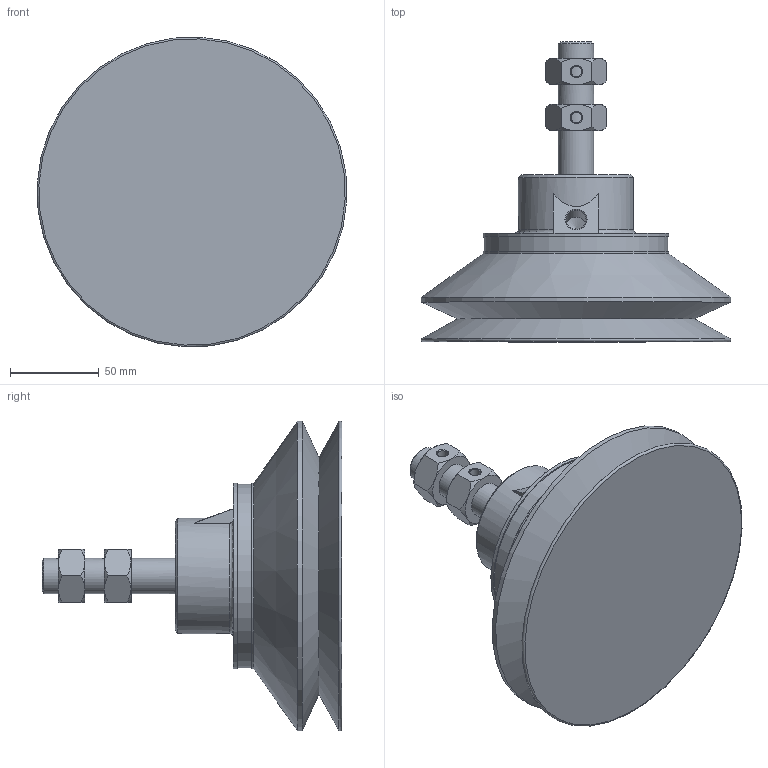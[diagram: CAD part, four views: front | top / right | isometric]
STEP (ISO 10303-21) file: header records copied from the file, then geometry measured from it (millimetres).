
FILE_DESCRIPTION(/* description */ (''),/* implementation_level */ '2;1');
FILE_NAME(/* name */ 'vfr175sb.stp',/* time_stamp */ '2020-11-12T16:13:33+01:00',/* author */ ('enginyeria'),/* organization */ (''),/* preprocessor_version */ 'ST-DEVELOPER v17.2',/* originating_system */ 'Autodesk Inventor 2019',/* authorisation */ '');
FILE_SCHEMA (('CONFIG_CONTROL_DESIGN'));
Length unit declared in the file: millimetre
Products named in the file (1): Pieza155
Bounding box: 174.77 x 169.17 x 174.77 mm (x, y, z)
Volume: 1114846.1 mm3; surface area: 107736.9 mm2
Topology: 1 solids, 4 shells, 90 faces, 215 edges, 140 vertices
Faces by surface type: cone 39, plane 32, cylinder 17, torus 2
Full cylindrical faces by diameter (mm): 6 x2, 7.5 x1, 11.445 x1, 13.5 x1, 17.294 x1, 20 x3, 65 x1, 81 x2, 103.82 x1, 105.02 x2
Entity records: 2920 total; most frequent: CARTESIAN_POINT 729, DIRECTION 447, ORIENTED_EDGE 426, EDGE_CURVE 213, AXIS2_PLACEMENT_3D 197, VERTEX_POINT 140, CIRCLE 105, EDGE_LOOP 101
